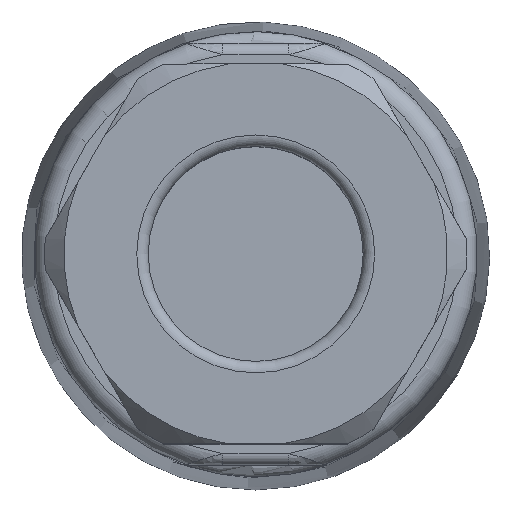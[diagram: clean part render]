
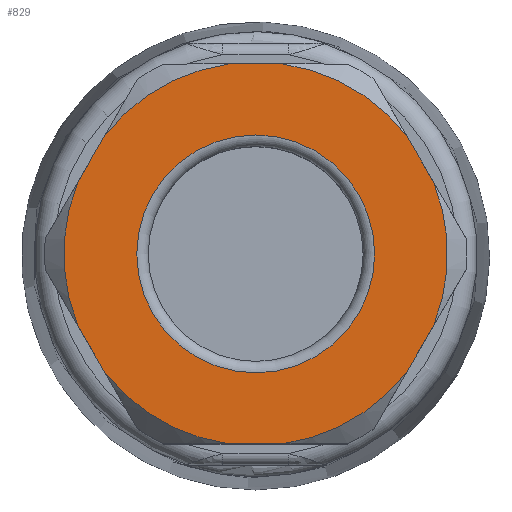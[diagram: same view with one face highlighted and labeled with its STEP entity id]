
A CAD part, top view. The second image highlights one B-rep face of the part: STEP entity #829.
In plain terms, the highlighted planar face has unit normal (0, 0, 1).
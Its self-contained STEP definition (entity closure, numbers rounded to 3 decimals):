
#481=FACE_BOUND('',#1328,.T.);
#482=FACE_BOUND('',#1329,.T.);
#564=PLANE('',#3974);
#829=ADVANCED_FACE('',(#481,#482),#564,.T.);
#1328=EDGE_LOOP('',(#2440));
#1329=EDGE_LOOP('',(#2441,#2442,#2443,#2444,#2445,#2446,#2447,#2448,#2449,
#2450,#2451,#2452));
#1472=LINE('',#7759,#1597);
#1477=LINE('',#7786,#1602);
#1480=LINE('',#7797,#1605);
#1484=LINE('',#7816,#1609);
#1488=LINE('',#7835,#1613);
#1492=LINE('',#7854,#1617);
#1597=VECTOR('',#4856,1.);
#1602=VECTOR('',#4863,1.);
#1605=VECTOR('',#4868,1.);
#1609=VECTOR('',#4874,1.);
#1613=VECTOR('',#4880,1.);
#1617=VECTOR('',#4886,1.);
#2440=ORIENTED_EDGE('',*,*,#3285,.T.);
#2441=ORIENTED_EDGE('',*,*,#3245,.F.);
#2442=ORIENTED_EDGE('',*,*,#3286,.T.);
#2443=ORIENTED_EDGE('',*,*,#3249,.F.);
#2444=ORIENTED_EDGE('',*,*,#3287,.T.);
#2445=ORIENTED_EDGE('',*,*,#3255,.F.);
#2446=ORIENTED_EDGE('',*,*,#3288,.T.);
#2447=ORIENTED_EDGE('',*,*,#3261,.F.);
#2448=ORIENTED_EDGE('',*,*,#3289,.T.);
#2449=ORIENTED_EDGE('',*,*,#3267,.F.);
#2450=ORIENTED_EDGE('',*,*,#3290,.T.);
#2451=ORIENTED_EDGE('',*,*,#3237,.F.);
#2452=ORIENTED_EDGE('',*,*,#3291,.T.);
#2799=VERTEX_POINT('',#7760);
#2800=VERTEX_POINT('',#7761);
#2807=VERTEX_POINT('',#7785);
#2808=VERTEX_POINT('',#7787);
#2811=VERTEX_POINT('',#7798);
#2812=VERTEX_POINT('',#7799);
#2817=VERTEX_POINT('',#7817);
#2818=VERTEX_POINT('',#7818);
#2823=VERTEX_POINT('',#7836);
#2824=VERTEX_POINT('',#7837);
#2829=VERTEX_POINT('',#7855);
#2830=VERTEX_POINT('',#7856);
#2835=VERTEX_POINT('',#7892);
#3237=EDGE_CURVE('',#2799,#2800,#1472,.T.);
#3245=EDGE_CURVE('',#2807,#2808,#1477,.T.);
#3249=EDGE_CURVE('',#2811,#2812,#1480,.T.);
#3255=EDGE_CURVE('',#2817,#2818,#1484,.T.);
#3261=EDGE_CURVE('',#2823,#2824,#1488,.T.);
#3267=EDGE_CURVE('',#2829,#2830,#1492,.T.);
#3285=EDGE_CURVE('',#2835,#2835,#3550,.T.);
#3286=EDGE_CURVE('',#2807,#2812,#3551,.T.);
#3287=EDGE_CURVE('',#2811,#2818,#3552,.T.);
#3288=EDGE_CURVE('',#2817,#2824,#3553,.T.);
#3289=EDGE_CURVE('',#2823,#2830,#3554,.T.);
#3290=EDGE_CURVE('',#2829,#2800,#3555,.T.);
#3291=EDGE_CURVE('',#2799,#2808,#3556,.T.);
#3550=CIRCLE('',#3967,3.1);
#3551=CIRCLE('',#3968,5.);
#3552=CIRCLE('',#3969,5.);
#3553=CIRCLE('',#3970,5.);
#3554=CIRCLE('',#3971,5.);
#3555=CIRCLE('',#3972,5.);
#3556=CIRCLE('',#3973,5.);
#3967=AXIS2_PLACEMENT_3D('',#7891,#4928,#4929);
#3968=AXIS2_PLACEMENT_3D('',#7893,#4930,#4931);
#3969=AXIS2_PLACEMENT_3D('',#7894,#4932,#4933);
#3970=AXIS2_PLACEMENT_3D('',#7895,#4934,#4935);
#3971=AXIS2_PLACEMENT_3D('',#7896,#4936,#4937);
#3972=AXIS2_PLACEMENT_3D('',#7897,#4938,#4939);
#3973=AXIS2_PLACEMENT_3D('',#7898,#4940,#4941);
#3974=AXIS2_PLACEMENT_3D('',#7899,#4942,#4943);
#4856=DIRECTION('',(-1.,0.,0.));
#4863=DIRECTION('',(-0.5,-0.866,0.));
#4868=DIRECTION('',(0.5,-0.866,0.));
#4874=DIRECTION('',(1.,0.,0.));
#4880=DIRECTION('',(0.5,0.866,0.));
#4886=DIRECTION('',(-0.5,0.866,0.));
#4928=DIRECTION('',(0.,0.,-1.));
#4929=DIRECTION('',(0.,1.,0.));
#4930=DIRECTION('',(0.,0.,1.));
#4931=DIRECTION('',(0.,1.,0.));
#4932=DIRECTION('',(0.,0.,1.));
#4933=DIRECTION('',(0.,1.,0.));
#4934=DIRECTION('',(0.,0.,1.));
#4935=DIRECTION('',(0.,1.,0.));
#4936=DIRECTION('',(0.,0.,1.));
#4937=DIRECTION('',(0.,1.,0.));
#4938=DIRECTION('',(0.,0.,1.));
#4939=DIRECTION('',(0.,1.,0.));
#4940=DIRECTION('',(0.,0.,1.));
#4941=DIRECTION('',(0.,1.,0.));
#4942=DIRECTION('',(0.,0.,1.));
#4943=DIRECTION('',(0.,-1.,0.));
#7759=CARTESIAN_POINT('',(-127.142,55.05,-11.258));
#7760=CARTESIAN_POINT('',(-129.295,55.05,-11.258));
#7761=CARTESIAN_POINT('',(-130.705,55.05,-11.258));
#7785=CARTESIAN_POINT('',(-125.361,58.136,-11.258));
#7786=CARTESIAN_POINT('',(-124.284,60.,-11.258));
#7787=CARTESIAN_POINT('',(-126.066,56.914,-11.258));
#7797=CARTESIAN_POINT('',(-127.142,64.95,-11.258));
#7798=CARTESIAN_POINT('',(-126.066,63.086,-11.258));
#7799=CARTESIAN_POINT('',(-125.361,61.864,-11.258));
#7816=CARTESIAN_POINT('',(-132.858,64.95,-11.258));
#7817=CARTESIAN_POINT('',(-130.705,64.95,-11.258));
#7818=CARTESIAN_POINT('',(-129.295,64.95,-11.258));
#7835=CARTESIAN_POINT('',(-135.716,60.,-11.258));
#7836=CARTESIAN_POINT('',(-134.639,61.864,-11.258));
#7837=CARTESIAN_POINT('',(-133.934,63.086,-11.258));
#7854=CARTESIAN_POINT('',(-132.858,55.05,-11.258));
#7855=CARTESIAN_POINT('',(-133.934,56.914,-11.258));
#7856=CARTESIAN_POINT('',(-134.639,58.136,-11.258));
#7891=CARTESIAN_POINT('',(-130.,60.,-11.258));
#7892=CARTESIAN_POINT('',(-130.,63.1,-11.258));
#7893=CARTESIAN_POINT('',(-130.,60.,-11.258));
#7894=CARTESIAN_POINT('',(-130.,60.,-11.258));
#7895=CARTESIAN_POINT('',(-130.,60.,-11.258));
#7896=CARTESIAN_POINT('',(-130.,60.,-11.258));
#7897=CARTESIAN_POINT('',(-130.,60.,-11.258));
#7898=CARTESIAN_POINT('',(-130.,60.,-11.258));
#7899=CARTESIAN_POINT('',(-130.,60.,-11.258));
